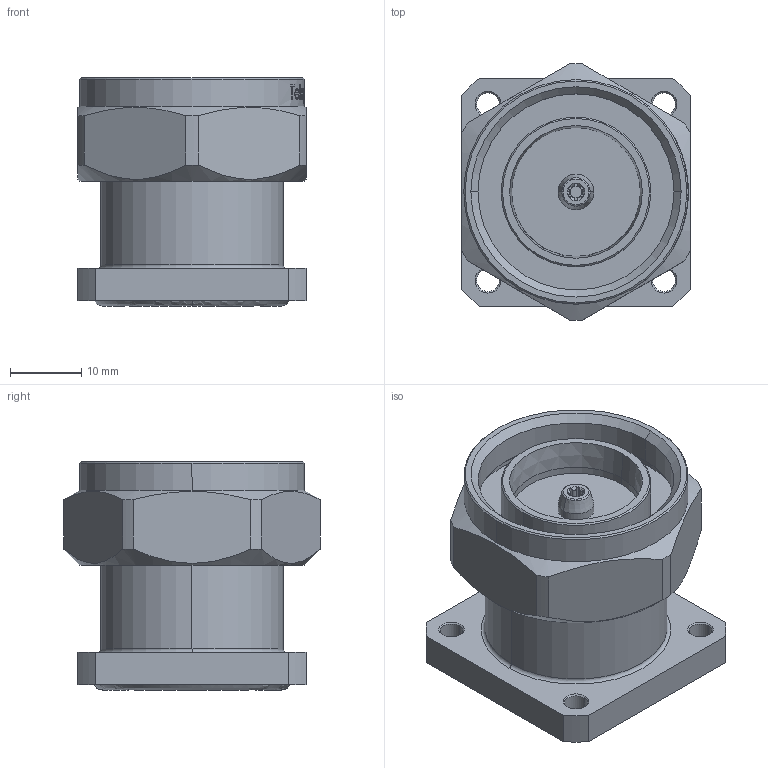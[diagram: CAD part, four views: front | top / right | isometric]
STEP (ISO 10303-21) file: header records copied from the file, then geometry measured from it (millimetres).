
FILE_DESCRIPTION (( 'STEP AP214' ), '1' );
FILE_NAME ('J01120F0043.STEP', '2019-08-05T08:53:50', ( '' ), ( '' ), 'SwSTEP 2.0', 'SolidWorks 2018', '' );
FILE_SCHEMA (( 'AUTOMOTIVE_DESIGN' ));
Length unit declared in the file: millimetre
Products named in the file (1): J01120F0043
Bounding box: 32 x 36 x 32.04 mm (x, y, z)
Volume: 19073.1 mm3; surface area: 8166.6 mm2
Topology: 2 solids, 2 shells, 289 faces, 731 edges, 473 vertices
Faces by surface type: plane 88, bspline 82, cylinder 79, cone 36, torus 4
Entity records: 15039 total; most frequent: CARTESIAN_POINT 5373, ORIENTED_EDGE 1462, DIRECTION 1142, EDGE_CURVE 731, VERTEX_POINT 473, AXIS2_PLACEMENT_3D 413, EDGE_LOOP 326, VECTOR 316
